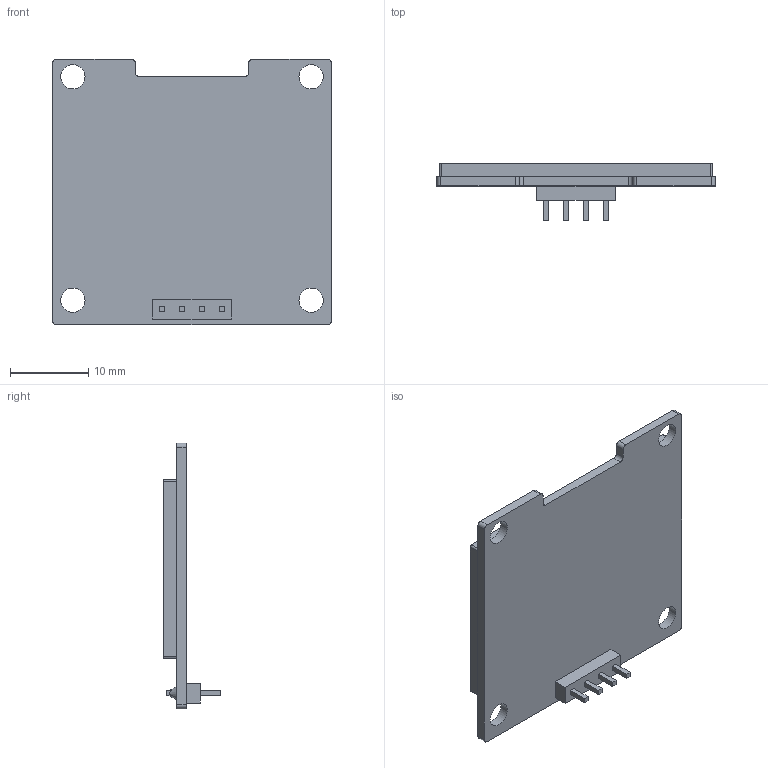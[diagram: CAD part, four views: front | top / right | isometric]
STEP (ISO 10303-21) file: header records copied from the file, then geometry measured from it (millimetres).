
FILE_DESCRIPTION(/* description */ (''),/* implementation_level */ '2;1');
FILE_NAME(/* name */ 'Display_OLED_SSD1306_13inch.step',/* time_stamp */ '2024-02-29T21:12:48-08:00',/* author */ (''),/* organization */ (''),/* preprocessor_version */ 'ST-DEVELOPER v20',/* originating_system */ 'Autodesk Translation Framework v12.20.1.177',/* authorisation */ '');
FILE_SCHEMA (('AUTOMOTIVE_DESIGN { 1 0 10303 214 3 1 1 }'));
Length unit declared in the file: millimetre
Products named in the file (1): Display_OLED_SSD1306_1.3inch
Bounding box: 35.7 x 7.3 x 34 mm (x, y, z)
Volume: 2801.3 mm3; surface area: 2802.6 mm2
Topology: 1 solids, 1 shells, 85 faces, 216 edges, 144 vertices
Faces by surface type: plane 65, cylinder 16, cone 4
Full cylindrical faces by diameter (mm): 3.1 x4
Entity records: 2645 total; most frequent: CARTESIAN_POINT 486, ORIENTED_EDGE 432, DIRECTION 404, EDGE_CURVE 216, LINE 160, VECTOR 160, VERTEX_POINT 144, AXIS2_PLACEMENT_3D 122
